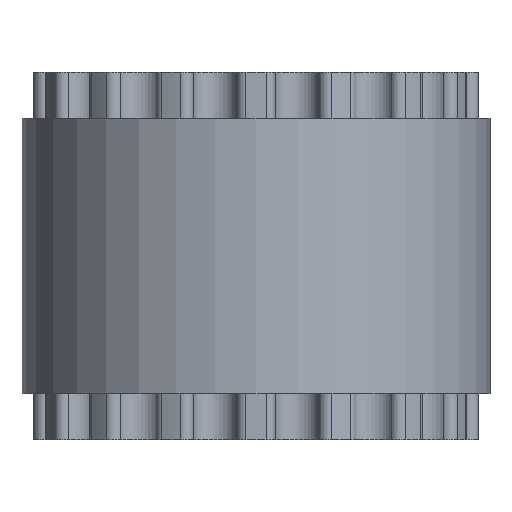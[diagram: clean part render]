
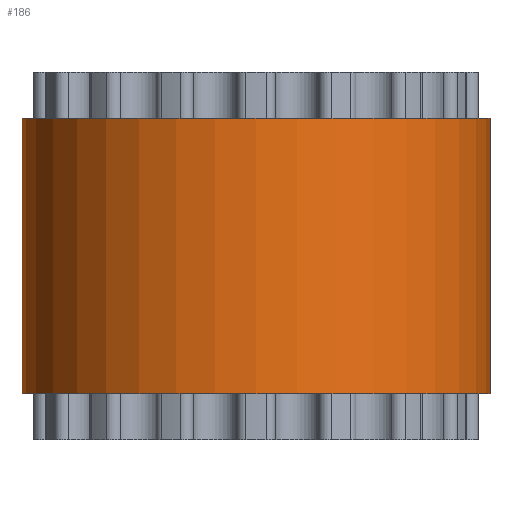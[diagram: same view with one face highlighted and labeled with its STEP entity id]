
A CAD part, front view. The second image highlights one B-rep face of the part: STEP entity #186.
In plain terms, the highlighted cylindrical face has radius 5.093 mm (diameter 10.186 mm), a full revolution.
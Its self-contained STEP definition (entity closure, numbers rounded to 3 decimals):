
#97=FACE_BOUND('',#384,.T.);
#98=FACE_BOUND('',#385,.T.);
#186=ADVANCED_FACE('',(#97,#98),#251,.T.);
#251=CYLINDRICAL_SURFACE('',#1551,5.093);
#384=EDGE_LOOP('',(#898));
#385=EDGE_LOOP('',(#899));
#898=ORIENTED_EDGE('',*,*,#1222,.T.);
#899=ORIENTED_EDGE('',*,*,#1223,.T.);
#1028=VERTEX_POINT('',#2400);
#1029=VERTEX_POINT('',#2402);
#1222=EDGE_CURVE('',#1028,#1028,#1352,.T.);
#1223=EDGE_CURVE('',#1029,#1029,#1353,.T.);
#1352=CIRCLE('',#1549,5.093);
#1353=CIRCLE('',#1550,5.093);
#1549=AXIS2_PLACEMENT_3D('',#2399,#2006,#2007);
#1550=AXIS2_PLACEMENT_3D('',#2401,#2008,#2009);
#1551=AXIS2_PLACEMENT_3D('',#2403,#2010,#2011);
#2006=DIRECTION('',(0.,0.,1.));
#2007=DIRECTION('',(1.,0.,0.));
#2008=DIRECTION('',(0.,0.,-1.));
#2009=DIRECTION('',(1.,0.,0.));
#2010=DIRECTION('',(0.,0.,1.));
#2011=DIRECTION('',(1.,0.,0.));
#2399=CARTESIAN_POINT('',(0.,0.,1.));
#2400=CARTESIAN_POINT('',(5.093,0.,1.));
#2401=CARTESIAN_POINT('',(0.,0.,7.));
#2402=CARTESIAN_POINT('',(5.093,0.,7.));
#2403=CARTESIAN_POINT('',(0.,0.,1.));
